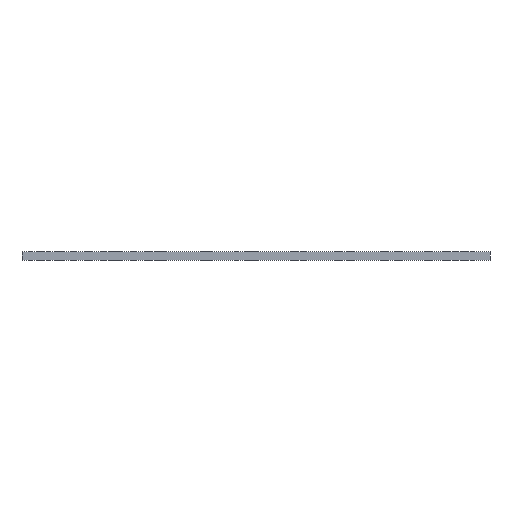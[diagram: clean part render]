
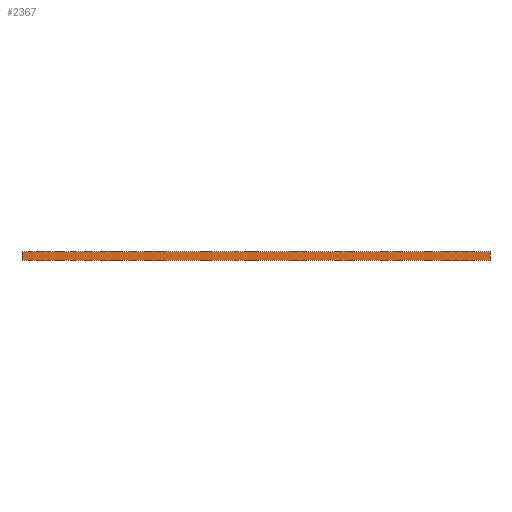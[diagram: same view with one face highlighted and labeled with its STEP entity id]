
A CAD part, left-side view. The second image highlights one B-rep face of the part: STEP entity #2367.
In plain terms, the highlighted planar face has unit normal (-1, 0, 0).
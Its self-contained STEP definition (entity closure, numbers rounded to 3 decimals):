
#69 = DIRECTION ( 'NONE',  ( 0., 0., 1. ) ) ;
#145 = DIRECTION ( 'NONE',  ( -1., 0., 0. ) ) ;
#588 = VERTEX_POINT ( 'NONE', #3433 ) ;
#645 = ORIENTED_EDGE ( 'NONE', *, *, #1815, .T. ) ;
#689 = VECTOR ( 'NONE', #2036, 1000. ) ;
#757 = ORIENTED_EDGE ( 'NONE', *, *, #4006, .F. ) ;
#765 = CARTESIAN_POINT ( 'NONE',  ( 32.5, -105.5, 0. ) ) ;
#777 = DIRECTION ( 'NONE',  ( 0., 0., 1. ) ) ;
#852 = LINE ( 'NONE', #4287, #3253 ) ;
#1148 = DIRECTION ( 'NONE',  ( 0., 1., 0. ) ) ;
#1363 = CARTESIAN_POINT ( 'NONE',  ( 32.5, -105.5, 0. ) ) ;
#1703 = EDGE_CURVE ( 'NONE', #588, #2824, #852, .T. ) ;
#1723 = EDGE_LOOP ( 'NONE', ( #4728, #645, #757, #2433 ) ) ;
#1746 = AXIS2_PLACEMENT_3D ( 'NONE', #1363, #145, #3635 ) ;
#1815 = EDGE_CURVE ( 'NONE', #2824, #3552, #4603, .T. ) ;
#1977 = CARTESIAN_POINT ( 'NONE',  ( 32.5, -25.5, 0. ) ) ;
#2036 = DIRECTION ( 'NONE',  ( 0., 1., 0. ) ) ;
#2166 = VECTOR ( 'NONE', #1148, 1000. ) ;
#2367 = ADVANCED_FACE ( 'NONE', ( #3184 ), #4310, .T. ) ;
#2406 = LINE ( 'NONE', #1977, #3760 ) ;
#2433 = ORIENTED_EDGE ( 'NONE', *, *, #3808, .F. ) ;
#2807 = CARTESIAN_POINT ( 'NONE',  ( 32.5, -105.5, 1.51 ) ) ;
#2824 = VERTEX_POINT ( 'NONE', #2807 ) ;
#3184 = FACE_OUTER_BOUND ( 'NONE', #1723, .T. ) ;
#3253 = VECTOR ( 'NONE', #777, 1000. ) ;
#3433 = CARTESIAN_POINT ( 'NONE',  ( 32.5, -105.5, 0. ) ) ;
#3552 = VERTEX_POINT ( 'NONE', #3564 ) ;
#3564 = CARTESIAN_POINT ( 'NONE',  ( 32.5, -25.5, 1.51 ) ) ;
#3635 = DIRECTION ( 'NONE',  ( 0., 0., 1. ) ) ;
#3712 = LINE ( 'NONE', #765, #2166 ) ;
#3760 = VECTOR ( 'NONE', #69, 1000. ) ;
#3808 = EDGE_CURVE ( 'NONE', #588, #4916, #3712, .T. ) ;
#3966 = CARTESIAN_POINT ( 'NONE',  ( 32.5, -105.5, 1.51 ) ) ;
#4006 = EDGE_CURVE ( 'NONE', #4916, #3552, #2406, .T. ) ;
#4191 = CARTESIAN_POINT ( 'NONE',  ( 32.5, -25.5, 0. ) ) ;
#4287 = CARTESIAN_POINT ( 'NONE',  ( 32.5, -105.5, 0. ) ) ;
#4310 = PLANE ( 'NONE',  #1746 ) ;
#4603 = LINE ( 'NONE', #3966, #689 ) ;
#4728 = ORIENTED_EDGE ( 'NONE', *, *, #1703, .T. ) ;
#4916 = VERTEX_POINT ( 'NONE', #4191 ) ;
